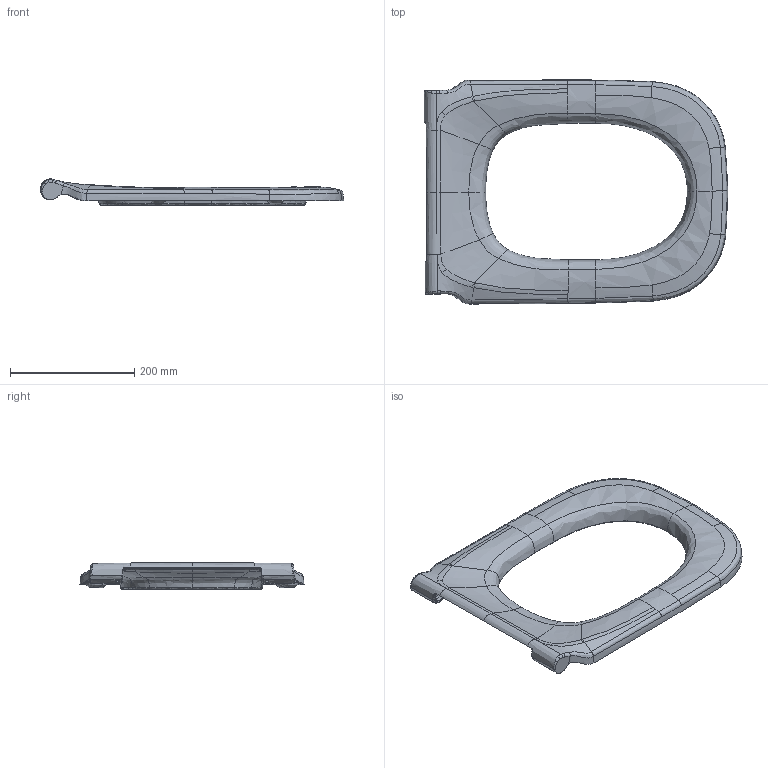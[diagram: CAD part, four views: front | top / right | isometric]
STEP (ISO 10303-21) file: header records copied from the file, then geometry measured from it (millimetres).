
FILE_DESCRIPTION((''),'2;1');
FILE_NAME('006071.stp','2013-10-25T11:54:01',('Administrator'),(''),'Autodesk Inventor 2011','Autodesk Inventor 2011','');
FILE_SCHEMA(('CONFIG_CONTROL_DESIGN'));
Length unit declared in the file: millimetre
Products named in the file (3): 006071; 006071 Sitz vital; Puffer
Assembly tree (5 placements, depth 2):
  006071
    006071 Sitz vital
    Puffer  x4
Bounding box: 489.11 x 361.24 x 42.35 mm (x, y, z)
Volume: 676958.5 mm3; surface area: 294261.1 mm2
Topology: 5 solids, 5 shells, 636 faces, 1530 edges, 914 vertices
Faces by surface type: bspline 558, plane 54, cylinder 24
Full cylindrical faces by diameter (mm): 30 x4
Entity records: 46647 total; most frequent: CARTESIAN_POINT 35631, ORIENTED_EDGE 3022, EDGE_CURVE 1511, VERTEX_POINT 905, B_SPLINE_CURVE_WITH_KNOTS 862, EDGE_LOOP 644, FACE_OUTER_BOUND 624, ADVANCED_FACE 624
